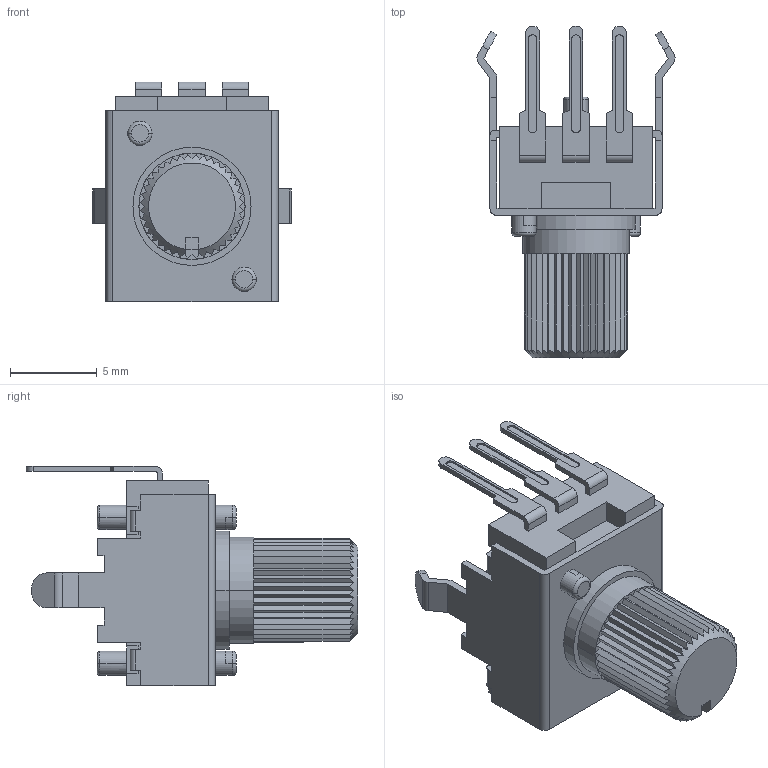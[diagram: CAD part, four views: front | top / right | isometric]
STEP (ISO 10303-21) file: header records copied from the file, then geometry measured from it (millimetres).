
FILE_DESCRIPTION((''),'2;1');
FILE_NAME('PTV09A-4015U','2021-09-02T',('acer'),(''),'PRO/ENGINEER BY PARAMETRIC TECHNOLOGY CORPORATION, 2008380','PRO/ENGINEER BY PARAMETRIC TECHNOLOGY CORPORATION, 2008380','');
FILE_SCHEMA(('CONFIG_CONTROL_DESIGN'));
Length unit declared in the file: millimetre
Products named in the file (1): PTV09A-4015U
Bounding box: 11.4 x 19.09 x 12.65 mm (x, y, z)
Volume: 643 mm3; surface area: 1333.2 mm2
Topology: 2 solids, 4 shells, 317 faces, 871 edges, 582 vertices
Faces by surface type: plane 249, cylinder 59, torus 8, cone 1
Entity records: 10127 total; most frequent: CARTESIAN_POINT 2017, ORIENTED_EDGE 1742, DIRECTION 1572, EDGE_CURVE 871, VECTOR 644, LINE 644, VERTEX_POINT 582, AXIS2_PLACEMENT_3D 464
